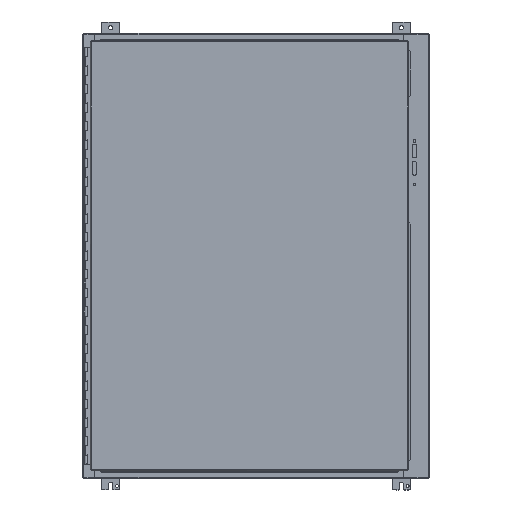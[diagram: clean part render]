
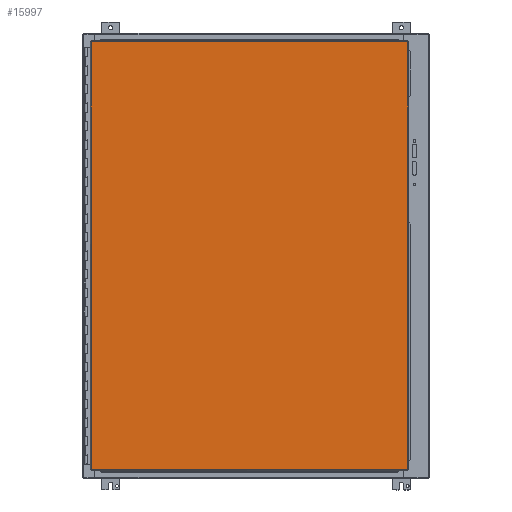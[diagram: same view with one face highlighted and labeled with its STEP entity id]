
A CAD part, top view. The second image highlights one B-rep face of the part: STEP entity #15997.
In plain terms, the highlighted planar face has unit normal (0, 0, 1).
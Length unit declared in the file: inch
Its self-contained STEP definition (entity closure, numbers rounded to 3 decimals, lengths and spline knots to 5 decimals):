
#457=PLANE('',#16959);
#1073=FACE_OUTER_BOUND('',#1948,.T.);
#1948=EDGE_LOOP('',(#11239,#11240,#11241,#11242));
#2969=LINE('',#23718,#4616);
#2975=LINE('',#23799,#4622);
#2981=LINE('',#23881,#4628);
#2988=LINE('',#23962,#4635);
#4616=VECTOR('',#19074,46.1645);
#4622=VECTOR('',#19088,34.13325);
#4628=VECTOR('',#19102,46.1645);
#4635=VECTOR('',#19119,34.13325);
#6770=VERTEX_POINT('',#23709);
#6771=VERTEX_POINT('',#23717);
#6774=VERTEX_POINT('',#23791);
#6778=VERTEX_POINT('',#23873);
#8424=EDGE_CURVE('',#6771,#6770,#2969,.T.);
#8434=EDGE_CURVE('',#6770,#6774,#2975,.T.);
#8444=EDGE_CURVE('',#6774,#6778,#2981,.T.);
#8455=EDGE_CURVE('',#6778,#6771,#2988,.T.);
#11239=ORIENTED_EDGE('',*,*,#8424,.T.);
#11240=ORIENTED_EDGE('',*,*,#8434,.T.);
#11241=ORIENTED_EDGE('',*,*,#8444,.T.);
#11242=ORIENTED_EDGE('',*,*,#8455,.T.);
#15997=ADVANCED_FACE('',(#1073),#457,.T.);
#16959=AXIS2_PLACEMENT_3D('',#24030,#19129,#19130);
#19074=DIRECTION('',(0.,1.,0.));
#19088=DIRECTION('',(-1.,0.,0.));
#19102=DIRECTION('',(0.,-1.,0.));
#19119=DIRECTION('',(1.,0.,0.));
#19129=DIRECTION('center_axis',(0.,0.,1.));
#19130=DIRECTION('ref_axis',(1.,0.,0.));
#23709=CARTESIAN_POINT('',(34.2385,46.26975,0.074));
#23717=CARTESIAN_POINT('',(34.2385,0.10525,0.074));
#23718=CARTESIAN_POINT('',(34.2385,11.64638,0.074));
#23791=CARTESIAN_POINT('',(0.10525,46.26975,0.074));
#23799=CARTESIAN_POINT('',(25.70519,46.26975,0.074));
#23873=CARTESIAN_POINT('',(0.10525,0.10525,0.074));
#23881=CARTESIAN_POINT('',(0.10525,34.72863,0.074));
#23962=CARTESIAN_POINT('',(8.63856,0.10525,0.074));
#24030=CARTESIAN_POINT('Origin',(17.17188,23.1875,0.074));
